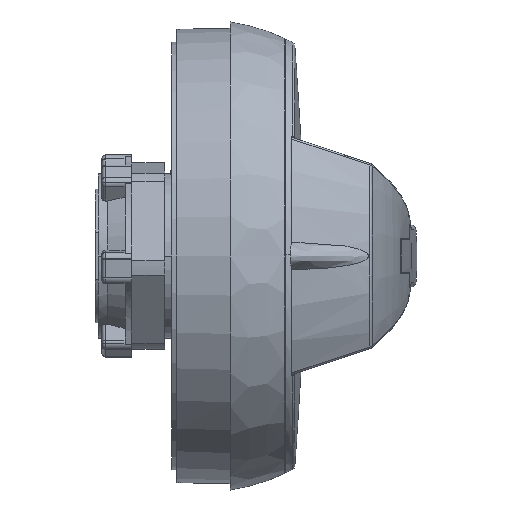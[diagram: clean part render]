
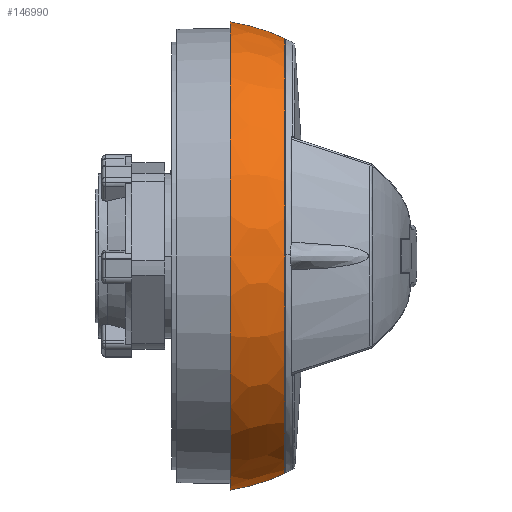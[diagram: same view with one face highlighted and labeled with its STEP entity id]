
A CAD part, left-side view. The second image highlights one B-rep face of the part: STEP entity #146990.
In plain terms, the highlighted toroidal (fillet/blend) face has major radius 6.917 mm and minor radius 28.933 mm.
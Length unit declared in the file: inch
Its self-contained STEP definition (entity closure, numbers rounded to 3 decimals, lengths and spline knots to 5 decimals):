
#13638 = AXIS2_PLACEMENT_3D ( 'NONE', #101049, #25712, #113708 ) ;
#17408 = CIRCLE ( 'NONE', #69420, 1.1391 ) ;
#20869 = VERTEX_POINT ( 'NONE', #114251 ) ;
#21247 = CARTESIAN_POINT ( 'NONE',  ( 0., -0.34845, 0. ) ) ;
#25712 = DIRECTION ( 'NONE',  ( -1., 0., 0. ) ) ;
#28160 = DIRECTION ( 'NONE',  ( 1., 0., 0. ) ) ;
#33955 = DIRECTION ( 'NONE',  ( 0., 0., -1. ) ) ;
#34025 = CARTESIAN_POINT ( 'NONE',  ( 0., -0.6752, 0. ) ) ;
#45173 = VERTEX_POINT ( 'NONE', #159239 ) ;
#45465 = ORIENTED_EDGE ( 'NONE', *, *, #106890, .F. ) ;
#46614 = DIRECTION ( 'NONE',  ( 0., 0., -1. ) ) ;
#47500 = CARTESIAN_POINT ( 'NONE',  ( 0., -0.34845, 1.39988 ) ) ;
#49318 = ORIENTED_EDGE ( 'NONE', *, *, #134706, .T. ) ;
#51200 = ORIENTED_EDGE ( 'NONE', *, *, #72336, .T. ) ;
#58833 = ORIENTED_EDGE ( 'NONE', *, *, #159059, .T. ) ;
#65570 = DIRECTION ( 'NONE',  ( 0., 1., 0. ) ) ;
#69420 = AXIS2_PLACEMENT_3D ( 'NONE', #103490, #28160, #116187 ) ;
#70600 = AXIS2_PLACEMENT_3D ( 'NONE', #34025, #122018, #46614 ) ;
#72336 = EDGE_CURVE ( 'NONE', #139554, #45173, #90330, .T. ) ;
#90330 = CIRCLE ( 'NONE', #70600, 1.30136 ) ;
#91445 = CARTESIAN_POINT ( 'NONE',  ( 0., -0.6752, -1.30136 ) ) ;
#92485 = AXIS2_PLACEMENT_3D ( 'NONE', #152952, #65570, #153496 ) ;
#101049 = CARTESIAN_POINT ( 'NONE',  ( 0., -0.1867, 0.27233 ) ) ;
#103490 = CARTESIAN_POINT ( 'NONE',  ( 0., -0.1867, -0.27233 ) ) ;
#105600 = TOROIDAL_SURFACE ( 'NONE', #92485, 0.27233, 1.1391 ) ;
#106793 = VERTEX_POINT ( 'NONE', #47500 ) ;
#106890 = EDGE_CURVE ( 'NONE', #139554, #20869, #17408, .T. ) ;
#109264 = DIRECTION ( 'NONE',  ( 0., -1., 0. ) ) ;
#113708 = DIRECTION ( 'NONE',  ( 0., 0., 1. ) ) ;
#114251 = CARTESIAN_POINT ( 'NONE',  ( 0., -0.34845, -1.39988 ) ) ;
#115176 = FACE_OUTER_BOUND ( 'NONE', #134816, .T. ) ;
#116187 = DIRECTION ( 'NONE',  ( 0., 0., -1. ) ) ;
#122018 = DIRECTION ( 'NONE',  ( 0., 1., 0. ) ) ;
#134706 = EDGE_CURVE ( 'NONE', #45173, #106793, #149112, .T. ) ;
#134816 = EDGE_LOOP ( 'NONE', ( #51200, #49318, #58833, #45465 ) ) ;
#139554 = VERTEX_POINT ( 'NONE', #91445 ) ;
#146990 = ADVANCED_FACE ( 'NONE', ( #115176 ), #105600, .T. ) ;
#149112 = CIRCLE ( 'NONE', #13638, 1.1391 ) ;
#152952 = CARTESIAN_POINT ( 'NONE',  ( 0., -0.1867, 0. ) ) ;
#153496 = DIRECTION ( 'NONE',  ( 0., 0., -1. ) ) ;
#156083 = AXIS2_PLACEMENT_3D ( 'NONE', #21247, #109264, #33955 ) ;
#156557 = CIRCLE ( 'NONE', #156083, 1.39988 ) ;
#159059 = EDGE_CURVE ( 'NONE', #106793, #20869, #156557, .T. ) ;
#159239 = CARTESIAN_POINT ( 'NONE',  ( 0., -0.6752, 1.30136 ) ) ;
